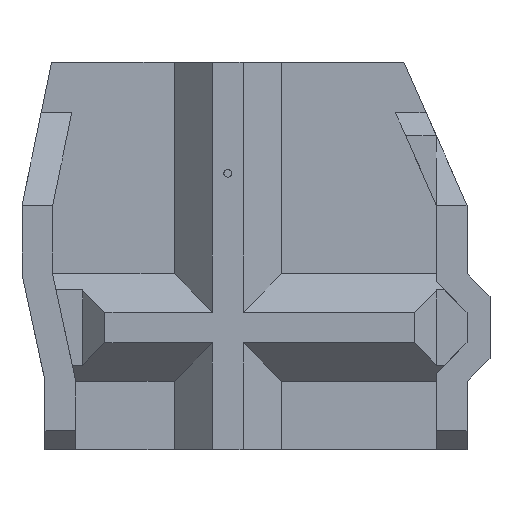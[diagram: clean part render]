
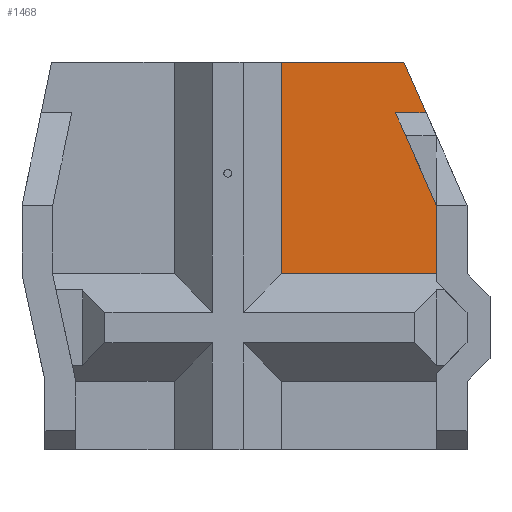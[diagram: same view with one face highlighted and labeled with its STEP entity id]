
A CAD part, front view. The second image highlights one B-rep face of the part: STEP entity #1468.
In plain terms, the highlighted planar face has unit normal (0, -1, 0).
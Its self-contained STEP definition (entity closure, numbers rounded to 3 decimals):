
#93=FACE_OUTER_BOUND('',#174,.T.);
#174=EDGE_LOOP('',(#1219,#1220,#1221,#1222,#1223,#1224,#1225));
#290=LINE('',#2136,#487);
#309=LINE('',#2171,#506);
#341=LINE('',#2241,#538);
#344=LINE('',#2247,#541);
#360=LINE('',#2282,#557);
#361=LINE('',#2283,#558);
#362=LINE('',#2284,#559);
#487=VECTOR('',#1721,10.);
#506=VECTOR('',#1758,10.);
#538=VECTOR('',#1824,10.);
#541=VECTOR('',#1829,10.);
#557=VECTOR('',#1861,10.);
#558=VECTOR('',#1862,10.);
#559=VECTOR('',#1863,10.);
#669=VERTEX_POINT('',#2133);
#670=VERTEX_POINT('',#2135);
#677=VERTEX_POINT('',#2169);
#697=VERTEX_POINT('',#2238);
#698=VERTEX_POINT('',#2240);
#700=VERTEX_POINT('',#2246);
#711=VERTEX_POINT('',#2281);
#822=EDGE_CURVE('',#669,#670,#290,.T.);
#841=EDGE_CURVE('',#669,#677,#309,.T.);
#876=EDGE_CURVE('',#697,#698,#341,.T.);
#879=EDGE_CURVE('',#698,#700,#344,.T.);
#896=EDGE_CURVE('',#670,#711,#360,.T.);
#897=EDGE_CURVE('',#700,#677,#361,.T.);
#898=EDGE_CURVE('',#711,#697,#362,.T.);
#1219=ORIENTED_EDGE('',*,*,#896,.F.);
#1220=ORIENTED_EDGE('',*,*,#822,.F.);
#1221=ORIENTED_EDGE('',*,*,#841,.T.);
#1222=ORIENTED_EDGE('',*,*,#897,.F.);
#1223=ORIENTED_EDGE('',*,*,#879,.F.);
#1224=ORIENTED_EDGE('',*,*,#876,.F.);
#1225=ORIENTED_EDGE('',*,*,#898,.F.);
#1400=PLANE('',#1561);
#1468=ADVANCED_FACE('',(#93),#1400,.F.);
#1561=AXIS2_PLACEMENT_3D('',#2280,#1859,#1860);
#1721=DIRECTION('',(-1.,0.,0.));
#1758=DIRECTION('',(0.,0.,1.));
#1824=DIRECTION('',(0.404,0.,-0.915));
#1829=DIRECTION('',(-1.,0.,0.));
#1859=DIRECTION('center_axis',(0.,1.,0.));
#1860=DIRECTION('ref_axis',(0.,0.,-1.));
#1861=DIRECTION('',(0.,0.,1.));
#1862=DIRECTION('',(0.404,0.,-0.915));
#1863=DIRECTION('',(1.,0.,0.));
#2133=CARTESIAN_POINT('',(27.475,-6.9,-12.95));
#2135=CARTESIAN_POINT('',(7.238,-6.9,-12.95));
#2136=CARTESIAN_POINT('',(29.475,-6.9,-12.95));
#2169=CARTESIAN_POINT('',(27.475,-6.9,-4.));
#2171=CARTESIAN_POINT('',(27.475,-6.9,-13.));
#2238=CARTESIAN_POINT('',(23.238,-6.9,14.676));
#2240=CARTESIAN_POINT('',(26.138,-6.9,8.1));
#2241=CARTESIAN_POINT('',(23.238,-6.9,14.676));
#2246=CARTESIAN_POINT('',(22.138,-6.9,8.1));
#2247=CARTESIAN_POINT('',(26.806,-6.9,8.1));
#2280=CARTESIAN_POINT('Origin',(31.475,-6.9,-26.9));
#2281=CARTESIAN_POINT('',(7.238,-6.9,14.676));
#2282=CARTESIAN_POINT('',(7.238,-6.9,-31.4));
#2283=CARTESIAN_POINT('',(32.028,-6.9,-14.324));
#2284=CARTESIAN_POINT('',(-18.762,-6.9,14.676));
